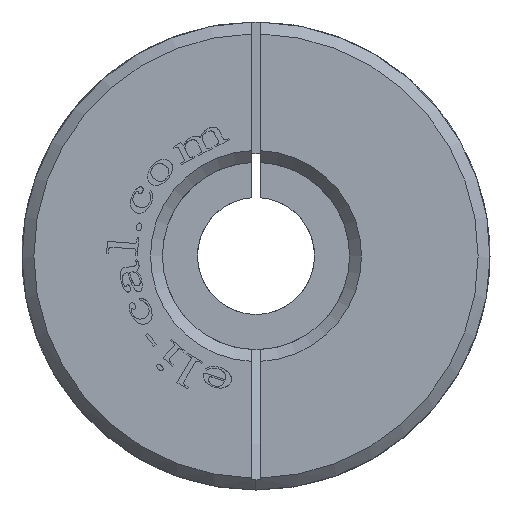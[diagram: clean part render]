
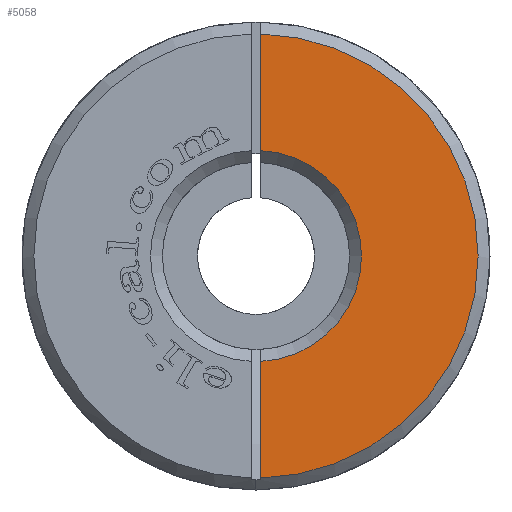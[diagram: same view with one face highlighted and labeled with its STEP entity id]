
A CAD part, left-side view. The second image highlights one B-rep face of the part: STEP entity #5058.
In plain terms, the highlighted planar face has unit normal (-1, 0, 0).
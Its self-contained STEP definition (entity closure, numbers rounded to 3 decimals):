
#5058=ADVANCED_FACE('',(#10982),#10983,.F.);
#5380=EDGE_CURVE('',#8290,#5778,#11352,.T.);
#5778=VERTEX_POINT('',#11781);
#5850=EDGE_CURVE('',#8264,#5778,#11863,.T.);
#5942=VERTEX_POINT('',#11961);
#7174=EDGE_CURVE('',#8290,#5942,#13321,.T.);
#8264=VERTEX_POINT('',#14508);
#8290=VERTEX_POINT('',#14537);
#8430=EDGE_CURVE('',#8264,#5942,#14688,.T.);
#10982=FACE_OUTER_BOUND('',#26639,.T.);
#10983=PLANE('',#26640);
#11352=LINE('',#28324,#28325);
#11781=CARTESIAN_POINT('',(-14.0,-0.203,-4.503));
#11863=CIRCLE('',#30810,4.508);
#11961=CARTESIAN_POINT('',(-14.0,-0.203,9.49));
#13321=CIRCLE('',#38011,9.492);
#14508=CARTESIAN_POINT('',(-14.0,-0.203,4.503));
#14537=CARTESIAN_POINT('',(-14.0,-0.203,-9.49));
#14688=LINE('',#44590,#44591);
#26639=EDGE_LOOP('',(#47061,#47062,#47063,#47064));
#26640=AXIS2_PLACEMENT_3D('',#47065,#47066,#47067);
#28324=CARTESIAN_POINT('',(-14.0,-0.203,-9.619));
#28325=VECTOR('',#47555,1000.0);
#30810=AXIS2_PLACEMENT_3D('',#47911,#47912,#47913);
#38011=AXIS2_PLACEMENT_3D('',#48969,#48970,#48971);
#44590=CARTESIAN_POINT('',(-14.0,-0.203,-9.619));
#44591=VECTOR('',#50012,1000.0);
#47061=ORIENTED_EDGE('',*,*,#8430,.F.);
#47062=ORIENTED_EDGE('',*,*,#5850,.T.);
#47063=ORIENTED_EDGE('',*,*,#5380,.F.);
#47064=ORIENTED_EDGE('',*,*,#7174,.T.);
#47065=CARTESIAN_POINT('',(-14.0,0.0,0.0));
#47066=DIRECTION('',(1.0,0.0,0.0));
#47067=DIRECTION('',(0.0,0.0,-1.0));
#47555=DIRECTION('',(0.,0.0,1.0));
#47911=CARTESIAN_POINT('',(-14.0,0.0,0.0));
#47912=DIRECTION('',(1.0,0.0,0.0));
#47913=DIRECTION('',(0.0,0.0,-1.0));
#48969=CARTESIAN_POINT('',(-14.0,0.0,0.0));
#48970=DIRECTION('',(-1.0,-0.0,-0.0));
#48971=DIRECTION('',(0.0,0.0,-1.0));
#50012=DIRECTION('',(0.,0.0,1.0));
